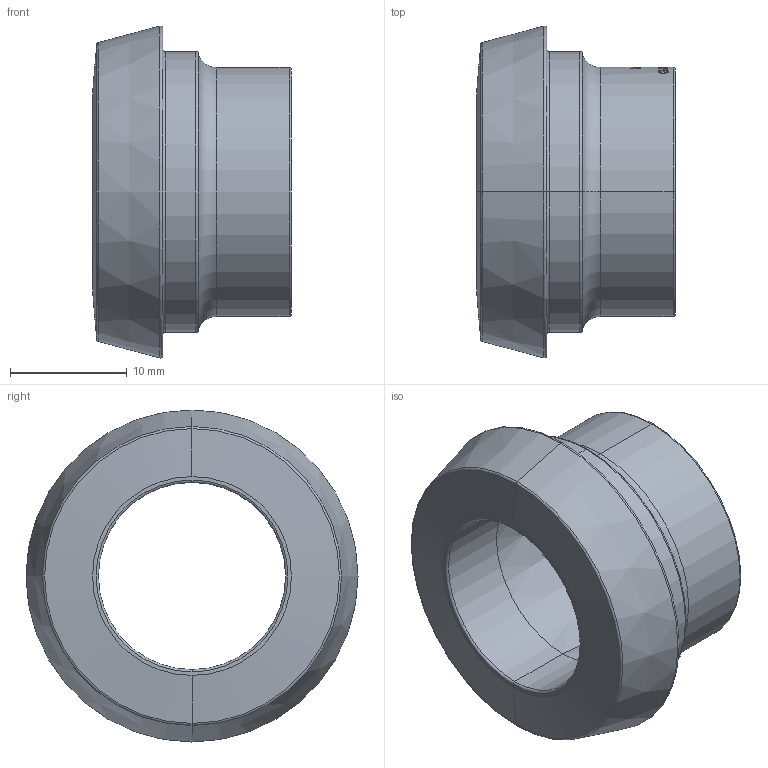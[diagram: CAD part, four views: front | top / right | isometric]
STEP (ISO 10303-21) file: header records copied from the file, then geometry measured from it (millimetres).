
FILE_DESCRIPTION (( 'STEP AP214' ), '1' );
FILE_NAME ('GL-214-021-x Kegelstutzen ISO SD21,3 x1,6 heco.STEP', '2017-09-14T07:05:30', ( '' ), ( '' ), 'SwSTEP 2.0', 'SolidWorks 2016', '' );
FILE_SCHEMA (( 'AUTOMOTIVE_DESIGN' ));
Length unit declared in the file: millimetre
Products named in the file (1): GL-214-021-x Kegelstutzen ISO SD21,3 x1,6 heco
Bounding box: 17 x 28.38 x 28.38 mm (x, y, z)
Volume: 3877.3 mm3; surface area: 2759.7 mm2
Topology: 1 solids, 1 shells, 200 faces, 509 edges, 332 vertices
Faces by surface type: bspline 85, plane 67, cylinder 26, torus 16, cone 6
Entity records: 11893 total; most frequent: CARTESIAN_POINT 5878, ORIENTED_EDGE 1018, DIRECTION 595, EDGE_CURVE 509, VERTEX_POINT 332, B_SPLINE_CURVE_WITH_KNOTS 272, AXIS2_PLACEMENT_3D 242, EDGE_LOOP 223
